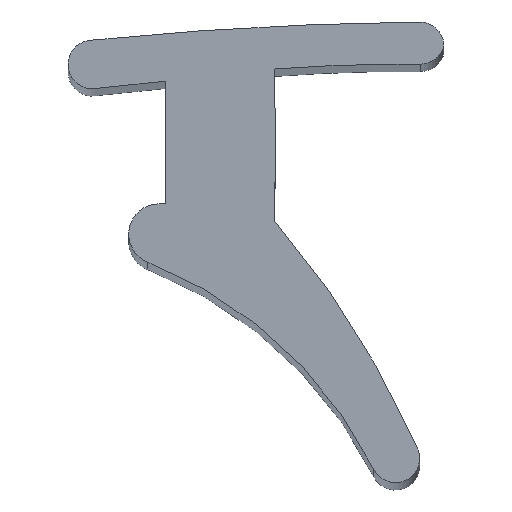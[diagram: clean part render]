
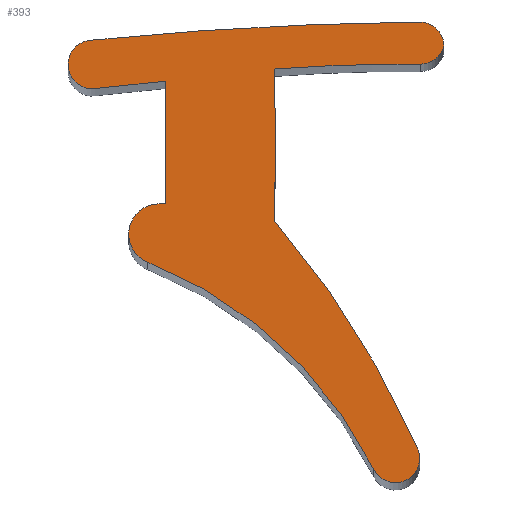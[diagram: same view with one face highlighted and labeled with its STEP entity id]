
A CAD part, top view. The second image highlights one B-rep face of the part: STEP entity #393.
In plain terms, the highlighted planar face has unit normal (0, 0, 1).
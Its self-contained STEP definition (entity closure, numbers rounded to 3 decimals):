
#1 = AXIS2_PLACEMENT_3D ( 'NONE', #389, #99, #441 ) ;
#8 = EDGE_CURVE ( 'NONE', #167, #214, #525, .T. ) ;
#17 = CARTESIAN_POINT ( 'NONE',  ( 3.442, -6.401, 70. ) ) ;
#21 = EDGE_CURVE ( 'NONE', #101, #167, #473, .T. ) ;
#23 = CIRCLE ( 'NONE', #344, 40. ) ;
#25 = ORIENTED_EDGE ( 'NONE', *, *, #612, .F. ) ;
#26 = DIRECTION ( 'NONE',  ( -1., 0., 0. ) ) ;
#28 = AXIS2_PLACEMENT_3D ( 'NONE', #29, #376, #621 ) ;
#29 = CARTESIAN_POINT ( 'NONE',  ( 4.2, 0.576, 70. ) ) ;
#31 = CARTESIAN_POINT ( 'NONE',  ( 0., 0.576, 70. ) ) ;
#33 = EDGE_CURVE ( 'NONE', #505, #562, #267, .T. ) ;
#38 = VECTOR ( 'NONE', #518, 1000. ) ;
#39 = VERTEX_POINT ( 'NONE', #338 ) ;
#40 = AXIS2_PLACEMENT_3D ( 'NONE', #74, #418, #261 ) ;
#43 = CARTESIAN_POINT ( 'NONE',  ( -0.6, -2.524, 70. ) ) ;
#46 = CIRCLE ( 'NONE', #186, 7. ) ;
#53 = DIRECTION ( 'NONE',  ( 0., 0., -1. ) ) ;
#55 = VERTEX_POINT ( 'NONE', #253 ) ;
#60 = CARTESIAN_POINT ( 'NONE',  ( 0., 0., 70. ) ) ;
#62 = CARTESIAN_POINT ( 'NONE',  ( -1.24, 0.674, 70. ) ) ;
#74 = CARTESIAN_POINT ( 'NONE',  ( -1.2, 0.276, 70. ) ) ;
#97 = CARTESIAN_POINT ( 'NONE',  ( -38.18, -1.05, 70. ) ) ;
#99 = DIRECTION ( 'NONE',  ( 0., 0., 1. ) ) ;
#101 = VERTEX_POINT ( 'NONE', #148 ) ;
#104 = CARTESIAN_POINT ( 'NONE',  ( 4.214, 0.681, 70. ) ) ;
#112 = CARTESIAN_POINT ( 'NONE',  ( 1.8, -2.3, 70. ) ) ;
#113 = DIRECTION ( 'NONE',  ( 0., 0., -1. ) ) ;
#116 = ORIENTED_EDGE ( 'NONE', *, *, #33, .F. ) ;
#135 = DIRECTION ( 'NONE',  ( 0., 0., -1. ) ) ;
#142 = DIRECTION ( 'NONE',  ( -1., 0., 0. ) ) ;
#148 = CARTESIAN_POINT ( 'NONE',  ( 4.6, 0.576, 70. ) ) ;
#153 = CIRCLE ( 'NONE', #345, 0.5 ) ;
#155 = ORIENTED_EDGE ( 'NONE', *, *, #329, .F. ) ;
#161 = DIRECTION ( 'NONE',  ( 0., 0., -1. ) ) ;
#163 = EDGE_CURVE ( 'NONE', #236, #339, #153, .T. ) ;
#167 = VERTEX_POINT ( 'NONE', #211 ) ;
#176 = LINE ( 'NONE', #31, #38 ) ;
#179 = EDGE_CURVE ( 'NONE', #228, #55, #176, .T. ) ;
#185 = PLANE ( 'NONE',  #538 ) ;
#186 = AXIS2_PLACEMENT_3D ( 'NONE', #468, #561, #274 ) ;
#189 = EDGE_CURVE ( 'NONE', #339, #592, #431, .T. ) ;
#193 = DIRECTION ( 'NONE',  ( -1., 0., 0. ) ) ;
#201 = AXIS2_PLACEMENT_3D ( 'NONE', #502, #113, #202 ) ;
#202 = DIRECTION ( 'NONE',  ( -1., 0., 0. ) ) ;
#205 = CARTESIAN_POINT ( 'NONE',  ( -0.1, -2.524, 70. ) ) ;
#207 = CIRCLE ( 'NONE', #40, 0.4 ) ;
#211 = CARTESIAN_POINT ( 'NONE',  ( 4.211, 0.281, 70. ) ) ;
#212 = EDGE_CURVE ( 'NONE', #624, #465, #207, .T. ) ;
#214 = VERTEX_POINT ( 'NONE', #600 ) ;
#219 = AXIS2_PLACEMENT_3D ( 'NONE', #377, #161, #308 ) ;
#225 = EDGE_CURVE ( 'NONE', #228, #592, #269, .T. ) ;
#228 = VERTEX_POINT ( 'NONE', #359 ) ;
#229 = FACE_OUTER_BOUND ( 'NONE', #430, .T. ) ;
#230 = AXIS2_PLACEMENT_3D ( 'NONE', #104, #549, #454 ) ;
#236 = VERTEX_POINT ( 'NONE', #310 ) ;
#250 = CARTESIAN_POINT ( 'NONE',  ( 4.166, -6.064, 70. ) ) ;
#253 = CARTESIAN_POINT ( 'NONE',  ( 0., 0., 70. ) ) ;
#256 = ORIENTED_EDGE ( 'NONE', *, *, #189, .F. ) ;
#258 = DIRECTION ( 'NONE',  ( -1., 0., 0. ) ) ;
#261 = DIRECTION ( 'NONE',  ( -1., 0., 0. ) ) ;
#264 = DIRECTION ( 'NONE',  ( 0., 0., -1. ) ) ;
#267 = CIRCLE ( 'NONE', #201, 0.4 ) ;
#269 = LINE ( 'NONE', #361, #489 ) ;
#274 = DIRECTION ( 'NONE',  ( -1., 0., 0. ) ) ;
#283 = CARTESIAN_POINT ( 'NONE',  ( -1.2, 0.276, 70. ) ) ;
#294 = DIRECTION ( 'NONE',  ( -1., 0., 0. ) ) ;
#300 = ORIENTED_EDGE ( 'NONE', *, *, #225, .T. ) ;
#303 = CARTESIAN_POINT ( 'NONE',  ( -1.158, -0.122, 70. ) ) ;
#308 = DIRECTION ( 'NONE',  ( -1., 0., 0. ) ) ;
#309 = ORIENTED_EDGE ( 'NONE', *, *, #163, .F. ) ;
#310 = CARTESIAN_POINT ( 'NONE',  ( -0.282, -2.99, 70. ) ) ;
#311 = CIRCLE ( 'NONE', #620, 15. ) ;
#312 = AXIS2_PLACEMENT_3D ( 'NONE', #205, #565, #258 ) ;
#329 = EDGE_CURVE ( 'NONE', #554, #624, #350, .T. ) ;
#337 = CARTESIAN_POINT ( 'NONE',  ( 4.2, 0.576, 70. ) ) ;
#338 = CARTESIAN_POINT ( 'NONE',  ( 4.196, 0.976, 70. ) ) ;
#339 = VERTEX_POINT ( 'NONE', #43 ) ;
#344 = AXIS2_PLACEMENT_3D ( 'NONE', #97, #135, #142 ) ;
#345 = AXIS2_PLACEMENT_3D ( 'NONE', #469, #264, #520 ) ;
#346 = DIRECTION ( 'NONE',  ( 0.995, 0.105, 0. ) ) ;
#350 = CIRCLE ( 'NONE', #547, 0.4 ) ;
#359 = CARTESIAN_POINT ( 'NONE',  ( 0., -2.024, 70. ) ) ;
#361 = CARTESIAN_POINT ( 'NONE',  ( 0., -2.024, 70. ) ) ;
#362 = EDGE_CURVE ( 'NONE', #214, #533, #23, .T. ) ;
#363 = CARTESIAN_POINT ( 'NONE',  ( -1.6, 0.276, 70. ) ) ;
#375 = EDGE_CURVE ( 'NONE', #533, #505, #311, .T. ) ;
#376 = DIRECTION ( 'NONE',  ( 0., 0., -1. ) ) ;
#377 = CARTESIAN_POINT ( 'NONE',  ( 4.803, -59.021, 70. ) ) ;
#379 = ORIENTED_EDGE ( 'NONE', *, *, #212, .F. ) ;
#385 = DIRECTION ( 'NONE',  ( -1., 0., 0. ) ) ;
#389 = CARTESIAN_POINT ( 'NONE',  ( 4.014, -29.718, 70. ) ) ;
#393 = ADVANCED_FACE ( 'NONE', ( #229 ), #185, .F. ) ;
#418 = DIRECTION ( 'NONE',  ( 0., 0., -1. ) ) ;
#423 = ORIENTED_EDGE ( 'NONE', *, *, #375, .F. ) ;
#430 = EDGE_LOOP ( 'NONE', ( #534, #25, #379, #155, #577, #447, #300, #256, #309, #593, #116, #423, #488, #614, #475 ) ) ;
#431 = CIRCLE ( 'NONE', #312, 0.5 ) ;
#441 = DIRECTION ( 'NONE',  ( -1., 0., 0. ) ) ;
#443 = DIRECTION ( 'NONE',  ( 0., 0., -1. ) ) ;
#447 = ORIENTED_EDGE ( 'NONE', *, *, #179, .F. ) ;
#454 = DIRECTION ( 'NONE',  ( -1., 0., 0. ) ) ;
#460 = EDGE_CURVE ( 'NONE', #554, #55, #476, .T. ) ;
#465 = VERTEX_POINT ( 'NONE', #62 ) ;
#468 = CARTESIAN_POINT ( 'NONE',  ( -2.831, -9.509, 70. ) ) ;
#469 = CARTESIAN_POINT ( 'NONE',  ( -0.1, -2.524, 70. ) ) ;
#473 = CIRCLE ( 'NONE', #230, 0.4 ) ;
#474 = CIRCLE ( 'NONE', #219, 60. ) ;
#475 = ORIENTED_EDGE ( 'NONE', *, *, #21, .F. ) ;
#476 = LINE ( 'NONE', #60, #583 ) ;
#488 = ORIENTED_EDGE ( 'NONE', *, *, #362, .F. ) ;
#489 = VECTOR ( 'NONE', #26, 1000. ) ;
#502 = CARTESIAN_POINT ( 'NONE',  ( 3.8, -6.224, 70. ) ) ;
#505 = VERTEX_POINT ( 'NONE', #250 ) ;
#518 = DIRECTION ( 'NONE',  ( 0., 1., 0. ) ) ;
#520 = DIRECTION ( 'NONE',  ( -1., 0., 0. ) ) ;
#525 = CIRCLE ( 'NONE', #1, 30. ) ;
#528 = CARTESIAN_POINT ( 'NONE',  ( -0.1, -2.024, 70. ) ) ;
#533 = VERTEX_POINT ( 'NONE', #112 ) ;
#534 = ORIENTED_EDGE ( 'NONE', *, *, #622, .F. ) ;
#535 = CARTESIAN_POINT ( 'NONE',  ( -9.575, -12.078, 70. ) ) ;
#538 = AXIS2_PLACEMENT_3D ( 'NONE', #337, #548, #193 ) ;
#544 = CIRCLE ( 'NONE', #28, 0.4 ) ;
#547 = AXIS2_PLACEMENT_3D ( 'NONE', #283, #443, #294 ) ;
#548 = DIRECTION ( 'NONE',  ( 0., 0., -1. ) ) ;
#549 = DIRECTION ( 'NONE',  ( 0., 0., -1. ) ) ;
#554 = VERTEX_POINT ( 'NONE', #303 ) ;
#561 = DIRECTION ( 'NONE',  ( 0., 0., 1. ) ) ;
#562 = VERTEX_POINT ( 'NONE', #17 ) ;
#565 = DIRECTION ( 'NONE',  ( 0., 0., -1. ) ) ;
#577 = ORIENTED_EDGE ( 'NONE', *, *, #460, .T. ) ;
#583 = VECTOR ( 'NONE', #346, 1000. ) ;
#592 = VERTEX_POINT ( 'NONE', #528 ) ;
#593 = ORIENTED_EDGE ( 'NONE', *, *, #602, .F. ) ;
#600 = CARTESIAN_POINT ( 'NONE',  ( 1.8, 0.2, 70. ) ) ;
#602 = EDGE_CURVE ( 'NONE', #562, #236, #46, .T. ) ;
#612 = EDGE_CURVE ( 'NONE', #465, #39, #474, .T. ) ;
#614 = ORIENTED_EDGE ( 'NONE', *, *, #8, .F. ) ;
#620 = AXIS2_PLACEMENT_3D ( 'NONE', #535, #53, #385 ) ;
#621 = DIRECTION ( 'NONE',  ( -1., 0., 0. ) ) ;
#622 = EDGE_CURVE ( 'NONE', #39, #101, #544, .T. ) ;
#624 = VERTEX_POINT ( 'NONE', #363 ) ;
